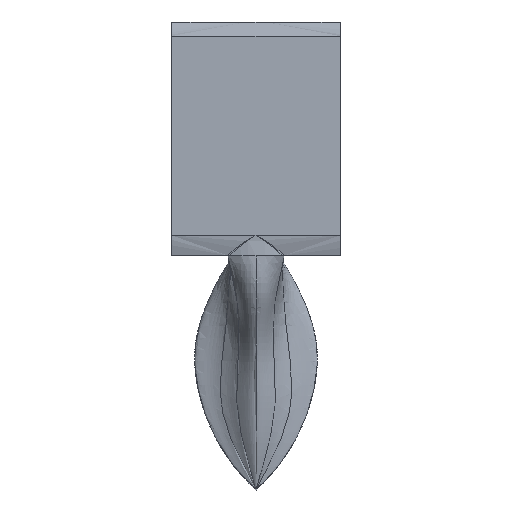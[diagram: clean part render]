
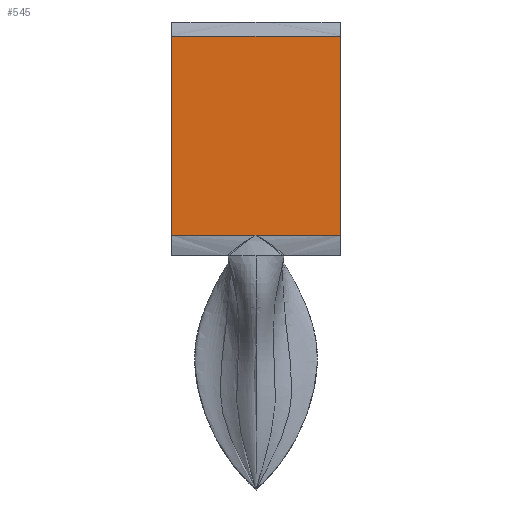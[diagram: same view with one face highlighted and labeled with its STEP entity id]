
A CAD part, top view. The second image highlights one B-rep face of the part: STEP entity #545.
In plain terms, the highlighted planar face has unit normal (0, 0, 1).
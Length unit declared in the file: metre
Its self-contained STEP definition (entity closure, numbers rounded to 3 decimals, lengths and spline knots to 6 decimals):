
#26=PLANE('',#581);
#57=LINE('',#826,#82);
#60=LINE('',#886,#85);
#79=LINE('',#2648,#104);
#80=LINE('',#2650,#105);
#81=LINE('',#2652,#106);
#82=VECTOR('',#585,0.01);
#85=VECTOR('',#588,0.01);
#104=VECTOR('',#627,0.01);
#105=VECTOR('',#630,0.01);
#106=VECTOR('',#633,0.01);
#133=FACE_OUTER_BOUND('',#166,.T.);
#166=EDGE_LOOP('',(#456,#457,#458,#459,#460));
#206=VERTEX_POINT('',#697);
#210=VERTEX_POINT('',#825);
#214=VERTEX_POINT('',#866);
#250=VERTEX_POINT('',#2630);
#251=VERTEX_POINT('',#2637);
#263=EDGE_CURVE('',#210,#206,#57,.T.);
#269=EDGE_CURVE('',#206,#214,#60,.T.);
#324=EDGE_CURVE('',#251,#250,#79,.T.);
#325=EDGE_CURVE('',#214,#250,#80,.T.);
#326=EDGE_CURVE('',#210,#251,#81,.T.);
#456=ORIENTED_EDGE('',*,*,#324,.F.);
#457=ORIENTED_EDGE('',*,*,#326,.F.);
#458=ORIENTED_EDGE('',*,*,#263,.T.);
#459=ORIENTED_EDGE('',*,*,#269,.T.);
#460=ORIENTED_EDGE('',*,*,#325,.T.);
#545=ADVANCED_FACE('',(#133),#26,.T.);
#581=AXIS2_PLACEMENT_3D('',#2651,#631,#632);
#585=DIRECTION('',(1.,0.,0.));
#588=DIRECTION('',(1.,0.,0.));
#627=DIRECTION('',(1.,0.,0.));
#630=DIRECTION('',(0.,1.,0.));
#631=DIRECTION('center_axis',(0.,0.,1.));
#632=DIRECTION('ref_axis',(1.,0.,0.));
#633=DIRECTION('',(0.,1.,0.));
#697=CARTESIAN_POINT('',(0.,2.72,1.));
#825=CARTESIAN_POINT('',(-0.9,2.72,1.));
#826=CARTESIAN_POINT('',(-0.9,2.72,1.));
#866=CARTESIAN_POINT('',(0.9,2.72,1.));
#886=CARTESIAN_POINT('',(-0.9,2.72,1.));
#2630=CARTESIAN_POINT('',(0.9,4.85,1.));
#2637=CARTESIAN_POINT('',(-0.9,4.85,1.));
#2648=CARTESIAN_POINT('',(-0.9,4.85,1.));
#2650=CARTESIAN_POINT('',(0.9,2.5,1.));
#2651=CARTESIAN_POINT('Origin',(-0.9,2.5,1.));
#2652=CARTESIAN_POINT('',(-0.9,2.5,1.));
